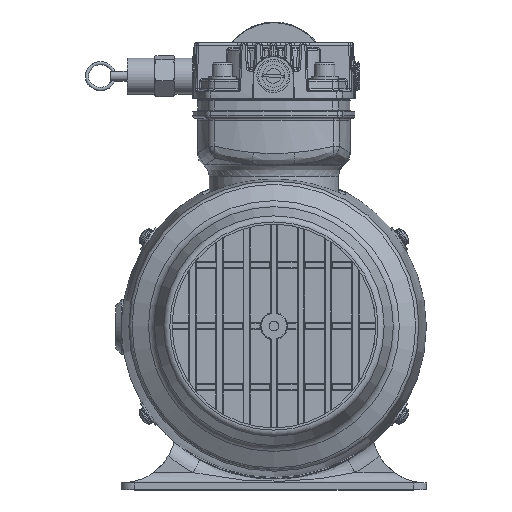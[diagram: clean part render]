
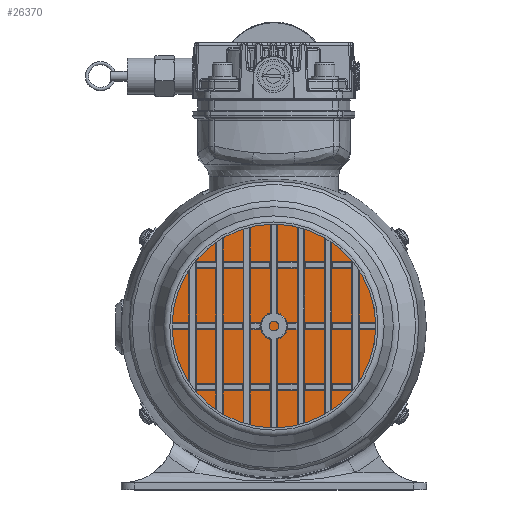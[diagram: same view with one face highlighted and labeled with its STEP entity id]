
A CAD part, top view. The second image highlights one B-rep face of the part: STEP entity #26370.
In plain terms, the highlighted planar face has unit normal (0, 0, 1).
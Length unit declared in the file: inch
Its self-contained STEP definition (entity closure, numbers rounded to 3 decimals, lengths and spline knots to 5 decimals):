
#13816 = CIRCLE ( 'NONE', #68327, 2.5 ) ;
#17435 = DIRECTION ( 'NONE',  ( 1., 0., 0. ) ) ;
#18119 = PLANE ( 'NONE',  #44464 ) ;
#22255 = CARTESIAN_POINT ( 'NONE',  ( 0., 0., -2.76219 ) ) ;
#22947 = DIRECTION ( 'NONE',  ( 1., 0., 0. ) ) ;
#26370 = ADVANCED_FACE ( 'NONE', ( #136673 ), #18119, .T. ) ;
#29487 = DIRECTION ( 'NONE',  ( 0., 0., 1. ) ) ;
#40159 = CARTESIAN_POINT ( 'NONE',  ( 0., 0., -2.76219 ) ) ;
#42188 = DIRECTION ( 'NONE',  ( 0., 0., 1. ) ) ;
#44464 = AXIS2_PLACEMENT_3D ( 'NONE', #40159, #29487, #17435 ) ;
#58466 = VERTEX_POINT ( 'NONE', #100324 ) ;
#58591 = ORIENTED_EDGE ( 'NONE', *, *, #74084, .T. ) ;
#68327 = AXIS2_PLACEMENT_3D ( 'NONE', #22255, #42188, #22947 ) ;
#74084 = EDGE_CURVE ( 'NONE', #58466, #58466, #13816, .T. ) ;
#92609 = EDGE_LOOP ( 'NONE', ( #58591 ) ) ;
#100324 = CARTESIAN_POINT ( 'NONE',  ( 2.5, 0., -2.76219 ) ) ;
#136673 = FACE_OUTER_BOUND ( 'NONE', #92609, .T. ) ;
